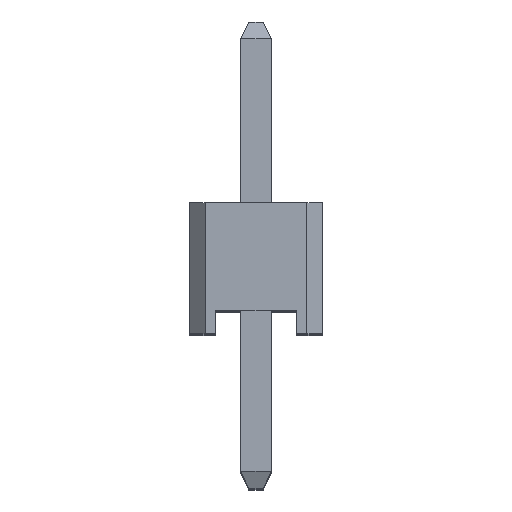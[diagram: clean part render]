
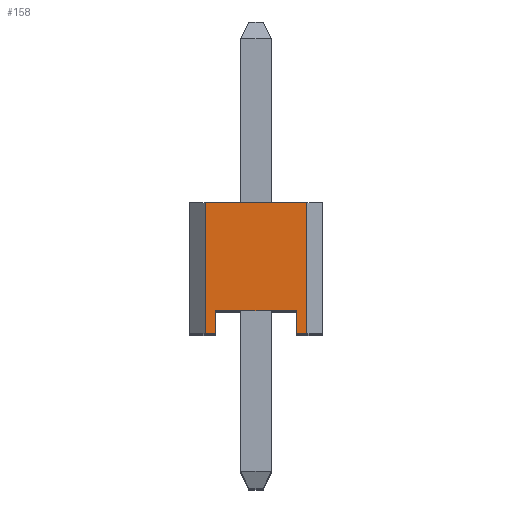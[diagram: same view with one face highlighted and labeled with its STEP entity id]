
A CAD part, top view. The second image highlights one B-rep face of the part: STEP entity #158.
In plain terms, the highlighted planar face has unit normal (0, 0, 1).
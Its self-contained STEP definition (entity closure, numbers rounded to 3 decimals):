
#158 = ADVANCED_FACE ( 'NONE', ( #8997 ), #8264, .F. ) ;
#189 = DIRECTION ( 'NONE',  ( 1., 0., 0. ) ) ;
#327 = AXIS2_PLACEMENT_3D ( 'NONE', #5199, #7666, #5871 ) ;
#481 = CARTESIAN_POINT ( 'NONE',  ( 2.24, 2.5, 17.78 ) ) ;
#574 = LINE ( 'NONE', #8150, #8676 ) ;
#898 = LINE ( 'NONE', #10151, #5321 ) ;
#901 = EDGE_CURVE ( 'NONE', #6997, #5363, #6240, .T. ) ;
#936 = VERTEX_POINT ( 'NONE', #6176 ) ;
#1192 = VECTOR ( 'NONE', #7279, 1000. ) ;
#1364 = CARTESIAN_POINT ( 'NONE',  ( 2.24, 0., 17.78 ) ) ;
#1421 = ORIENTED_EDGE ( 'NONE', *, *, #2358, .F. ) ;
#1459 = EDGE_CURVE ( 'NONE', #10361, #10839, #574, .T. ) ;
#1689 = CARTESIAN_POINT ( 'NONE',  ( 0.5, 0., 17.78 ) ) ;
#1885 = VERTEX_POINT ( 'NONE', #5889 ) ;
#2071 = CARTESIAN_POINT ( 'NONE',  ( 0.5, 0.44, 17.78 ) ) ;
#2072 = CARTESIAN_POINT ( 'NONE',  ( 0.5, 0.44, 17.78 ) ) ;
#2146 = CARTESIAN_POINT ( 'NONE',  ( 2.04, 0., 17.78 ) ) ;
#2284 = ORIENTED_EDGE ( 'NONE', *, *, #4267, .T. ) ;
#2358 = EDGE_CURVE ( 'NONE', #1885, #936, #4906, .T. ) ;
#2486 = VERTEX_POINT ( 'NONE', #1689 ) ;
#3369 = ORIENTED_EDGE ( 'NONE', *, *, #901, .F. ) ;
#3387 = VECTOR ( 'NONE', #189, 1000. ) ;
#3582 = CARTESIAN_POINT ( 'NONE',  ( 2.24, 2.5, 17.78 ) ) ;
#3815 = ORIENTED_EDGE ( 'NONE', *, *, #10201, .F. ) ;
#4037 = CARTESIAN_POINT ( 'NONE',  ( 2.04, 0.44, 17.78 ) ) ;
#4072 = CARTESIAN_POINT ( 'NONE',  ( 0.3, 0., 17.78 ) ) ;
#4088 = LINE ( 'NONE', #4037, #4844 ) ;
#4267 = EDGE_CURVE ( 'NONE', #1885, #4759, #4088, .T. ) ;
#4759 = VERTEX_POINT ( 'NONE', #2146 ) ;
#4844 = VECTOR ( 'NONE', #10764, 1000. ) ;
#4906 = LINE ( 'NONE', #2071, #10440 ) ;
#4958 = DIRECTION ( 'NONE',  ( -1., 0., 0. ) ) ;
#5080 = VECTOR ( 'NONE', #5295, 1000. ) ;
#5199 = CARTESIAN_POINT ( 'NONE',  ( 0.3, 2.5, 17.78 ) ) ;
#5284 = LINE ( 'NONE', #10514, #3387 ) ;
#5295 = DIRECTION ( 'NONE',  ( 0., -1., 0. ) ) ;
#5321 = VECTOR ( 'NONE', #7524, 1000. ) ;
#5363 = VERTEX_POINT ( 'NONE', #1364 ) ;
#5464 = EDGE_LOOP ( 'NONE', ( #1421, #2284, #8945, #3369, #6052, #5651, #7478, #3815 ) ) ;
#5651 = ORIENTED_EDGE ( 'NONE', *, *, #1459, .T. ) ;
#5871 = DIRECTION ( 'NONE',  ( -1., 0., 0. ) ) ;
#5889 = CARTESIAN_POINT ( 'NONE',  ( 2.04, 0.44, 17.78 ) ) ;
#6052 = ORIENTED_EDGE ( 'NONE', *, *, #9587, .F. ) ;
#6176 = CARTESIAN_POINT ( 'NONE',  ( 0.5, 0.44, 17.78 ) ) ;
#6240 = LINE ( 'NONE', #3582, #5080 ) ;
#6709 = EDGE_CURVE ( 'NONE', #4759, #5363, #5284, .T. ) ;
#6971 = DIRECTION ( 'NONE',  ( 1., 0., 0. ) ) ;
#6997 = VERTEX_POINT ( 'NONE', #481 ) ;
#7029 = CARTESIAN_POINT ( 'NONE',  ( 0.3, 2.5, 17.78 ) ) ;
#7279 = DIRECTION ( 'NONE',  ( 0., -1., 0. ) ) ;
#7478 = ORIENTED_EDGE ( 'NONE', *, *, #9793, .T. ) ;
#7524 = DIRECTION ( 'NONE',  ( 1., 0., 0. ) ) ;
#7666 = DIRECTION ( 'NONE',  ( 0., 0., -1. ) ) ;
#7761 = CARTESIAN_POINT ( 'NONE',  ( 0.3, 2.5, 17.78 ) ) ;
#8150 = CARTESIAN_POINT ( 'NONE',  ( 0.3, 2.5, 17.78 ) ) ;
#8264 = PLANE ( 'NONE',  #327 ) ;
#8496 = LINE ( 'NONE', #7029, #11048 ) ;
#8676 = VECTOR ( 'NONE', #10897, 1000. ) ;
#8945 = ORIENTED_EDGE ( 'NONE', *, *, #6709, .T. ) ;
#8997 = FACE_OUTER_BOUND ( 'NONE', #5464, .T. ) ;
#9587 = EDGE_CURVE ( 'NONE', #10361, #6997, #8496, .T. ) ;
#9733 = LINE ( 'NONE', #2072, #1192 ) ;
#9793 = EDGE_CURVE ( 'NONE', #10839, #2486, #898, .T. ) ;
#10151 = CARTESIAN_POINT ( 'NONE',  ( 0.3, 0., 17.78 ) ) ;
#10201 = EDGE_CURVE ( 'NONE', #936, #2486, #9733, .T. ) ;
#10361 = VERTEX_POINT ( 'NONE', #7761 ) ;
#10440 = VECTOR ( 'NONE', #4958, 1000. ) ;
#10514 = CARTESIAN_POINT ( 'NONE',  ( 0.3, 0., 17.78 ) ) ;
#10764 = DIRECTION ( 'NONE',  ( 0., -1., 0. ) ) ;
#10839 = VERTEX_POINT ( 'NONE', #4072 ) ;
#10897 = DIRECTION ( 'NONE',  ( 0., -1., 0. ) ) ;
#11048 = VECTOR ( 'NONE', #6971, 1000. ) ;
